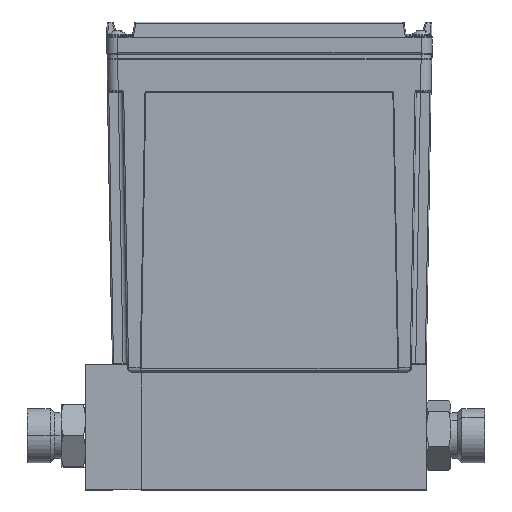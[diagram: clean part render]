
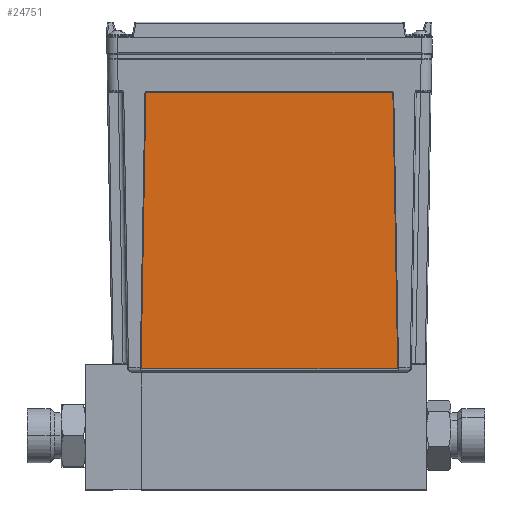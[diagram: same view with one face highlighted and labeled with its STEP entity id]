
A CAD part, top view. The second image highlights one B-rep face of the part: STEP entity #24751.
In plain terms, the highlighted planar face has unit normal (0, -0.018, 1).
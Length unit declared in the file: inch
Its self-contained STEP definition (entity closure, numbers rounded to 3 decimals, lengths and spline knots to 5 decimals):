
#3120 = VECTOR ( 'NONE', #32385, 39.37008 ) ;
#3792 = ORIENTED_EDGE ( 'NONE', *, *, #54275, .T. ) ;
#4007 = LINE ( 'NONE', #55129, #40502 ) ;
#4048 = DIRECTION ( 'NONE',  ( 0., -0.017, 1. ) ) ;
#4642 = ORIENTED_EDGE ( 'NONE', *, *, #37597, .T. ) ;
#4701 = CARTESIAN_POINT ( 'NONE',  ( 0.77015, 0.80953, 0.96303 ) ) ;
#6860 = ORIENTED_EDGE ( 'NONE', *, *, #25739, .T. ) ;
#8676 = EDGE_LOOP ( 'NONE', ( #17341, #4642, #6860, #24025, #3792, #47705, #14039, #15212 ) ) ;
#8883 = EDGE_CURVE ( 'NONE', #58606, #11990, #43640, .T. ) ;
#10726 = CARTESIAN_POINT ( 'NONE',  ( -0.9865, 4.63895, 1.02987 ) ) ;
#11990 = VERTEX_POINT ( 'NONE', #22501 ) ;
#12084 = EDGE_CURVE ( 'NONE', #28534, #16626, #16819, .T. ) ;
#12275 = VERTEX_POINT ( 'NONE', #49785 ) ;
#12968 = CARTESIAN_POINT ( 'NONE',  ( -2.7635, 0.80953, 0.96303 ) ) ;
#14039 = ORIENTED_EDGE ( 'NONE', *, *, #21320, .T. ) ;
#15180 = DIRECTION ( 'NONE',  ( 0., -0.017, 1. ) ) ;
#15212 = ORIENTED_EDGE ( 'NONE', *, *, #54631, .T. ) ;
#15527 = DIRECTION ( 'NONE',  ( 1., 0., 0. ) ) ;
#15811 = LINE ( 'NONE', #12968, #3120 ) ;
#16334 = VECTOR ( 'NONE', #20587, 39.37008 ) ;
#16626 = VERTEX_POINT ( 'NONE', #60974 ) ;
#16819 = CIRCLE ( 'NONE', #30891, 0.02 ) ;
#17341 = ORIENTED_EDGE ( 'NONE', *, *, #53465, .T. ) ;
#19473 = DIRECTION ( 'NONE',  ( 0., -0.017, 1. ) ) ;
#20109 = PLANE ( 'NONE',  #58186 ) ;
#20587 = DIRECTION ( 'NONE',  ( -1., 0., 0. ) ) ;
#21320 = EDGE_CURVE ( 'NONE', #11990, #56821, #4007, .T. ) ;
#21967 = DIRECTION ( 'NONE',  ( -0.017, -1., -0.017 ) ) ;
#22501 = CARTESIAN_POINT ( 'NONE',  ( -2.69684, 4.6193, 1.02953 ) ) ;
#23121 = VERTEX_POINT ( 'NONE', #4701 ) ;
#23414 = DIRECTION ( 'NONE',  ( 0., -0.017, 1. ) ) ;
#24025 = ORIENTED_EDGE ( 'NONE', *, *, #12084, .T. ) ;
#24751 = ADVANCED_FACE ( 'NONE', ( #59549 ), #20109, .T. ) ;
#25739 = EDGE_CURVE ( 'NONE', #12275, #28534, #40160, .T. ) ;
#26364 = AXIS2_PLACEMENT_3D ( 'NONE', #32612, #4048, #37355 ) ;
#27260 = CARTESIAN_POINT ( 'NONE',  ( -2.74315, 0.80953, 0.96303 ) ) ;
#27309 = CIRCLE ( 'NONE', #47753, 0.02 ) ;
#28201 = CIRCLE ( 'NONE', #50302, 0.02 ) ;
#28534 = VERTEX_POINT ( 'NONE', #56433 ) ;
#29580 = CARTESIAN_POINT ( 'NONE',  ( 0.7235, 4.63895, 1.02987 ) ) ;
#30891 = AXIS2_PLACEMENT_3D ( 'NONE', #43648, #15180, #48372 ) ;
#32385 = DIRECTION ( 'NONE',  ( 1., 0., 0. ) ) ;
#32612 = CARTESIAN_POINT ( 'NONE',  ( -2.67685, 4.61895, 1.02953 ) ) ;
#36307 = CARTESIAN_POINT ( 'NONE',  ( 0.7905, 0.80953, 0.96303 ) ) ;
#37355 = DIRECTION ( 'NONE',  ( 1., 0., 0. ) ) ;
#37597 = EDGE_CURVE ( 'NONE', #23121, #12275, #27309, .T. ) ;
#40160 = LINE ( 'NONE', #36307, #52726 ) ;
#40166 = LINE ( 'NONE', #29580, #16334 ) ;
#40502 = VECTOR ( 'NONE', #21967, 39.37008 ) ;
#43640 = CIRCLE ( 'NONE', #26364, 0.02 ) ;
#43648 = CARTESIAN_POINT ( 'NONE',  ( 0.70385, 4.61895, 1.02953 ) ) ;
#43982 = DIRECTION ( 'NONE',  ( 0., -0.017, 1. ) ) ;
#45772 = DIRECTION ( 'NONE',  ( -0.017, 1., 0.017 ) ) ;
#46574 = CARTESIAN_POINT ( 'NONE',  ( -2.76314, 0.82988, 0.96339 ) ) ;
#47705 = ORIENTED_EDGE ( 'NONE', *, *, #8883, .T. ) ;
#47753 = AXIS2_PLACEMENT_3D ( 'NONE', #51746, #23414, #56493 ) ;
#47865 = CARTESIAN_POINT ( 'NONE',  ( -2.74315, 0.82953, 0.96338 ) ) ;
#48372 = DIRECTION ( 'NONE',  ( 1., 0., 0. ) ) ;
#49785 = CARTESIAN_POINT ( 'NONE',  ( 0.79014, 0.82988, 0.96339 ) ) ;
#50302 = AXIS2_PLACEMENT_3D ( 'NONE', #47865, #19473, #52659 ) ;
#51746 = CARTESIAN_POINT ( 'NONE',  ( 0.77015, 0.82953, 0.96338 ) ) ;
#52241 = CARTESIAN_POINT ( 'NONE',  ( -2.67685, 4.63895, 1.02987 ) ) ;
#52659 = DIRECTION ( 'NONE',  ( 1., 0., 0. ) ) ;
#52726 = VECTOR ( 'NONE', #45772, 39.37008 ) ;
#53465 = EDGE_CURVE ( 'NONE', #59495, #23121, #15811, .T. ) ;
#54275 = EDGE_CURVE ( 'NONE', #16626, #58606, #40166, .T. ) ;
#54631 = EDGE_CURVE ( 'NONE', #56821, #59495, #28201, .T. ) ;
#55129 = CARTESIAN_POINT ( 'NONE',  ( -2.6965, 4.63895, 1.02987 ) ) ;
#56433 = CARTESIAN_POINT ( 'NONE',  ( 0.72384, 4.6193, 1.02953 ) ) ;
#56493 = DIRECTION ( 'NONE',  ( 1., 0., 0. ) ) ;
#56821 = VERTEX_POINT ( 'NONE', #46574 ) ;
#58186 = AXIS2_PLACEMENT_3D ( 'NONE', #10726, #43982, #15527 ) ;
#58606 = VERTEX_POINT ( 'NONE', #52241 ) ;
#59495 = VERTEX_POINT ( 'NONE', #27260 ) ;
#59549 = FACE_OUTER_BOUND ( 'NONE', #8676, .T. ) ;
#60974 = CARTESIAN_POINT ( 'NONE',  ( 0.70385, 4.63895, 1.02987 ) ) ;
